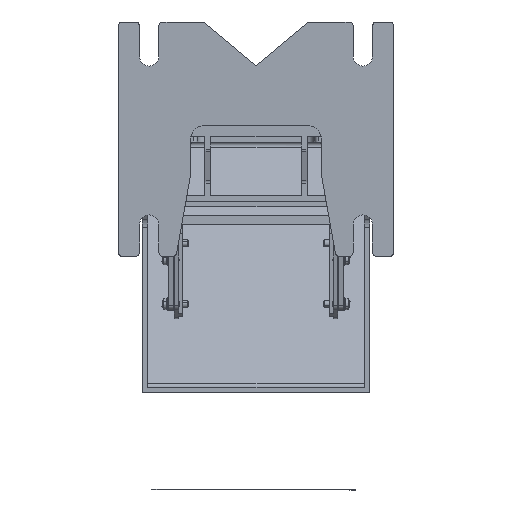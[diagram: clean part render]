
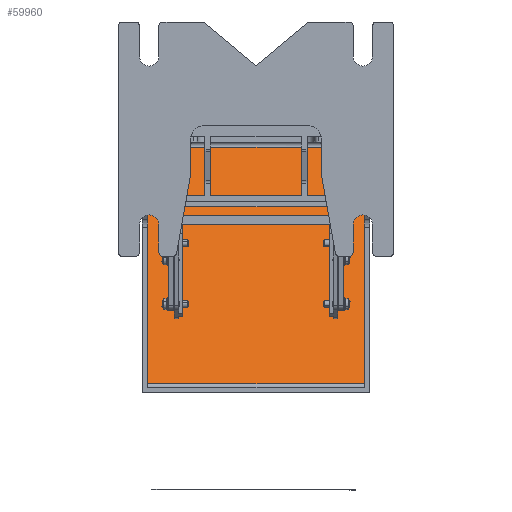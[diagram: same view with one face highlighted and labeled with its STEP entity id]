
A CAD part, front view. The second image highlights one B-rep face of the part: STEP entity #59960.
In plain terms, the highlighted planar face has unit normal (0, -0.901, 0.434).
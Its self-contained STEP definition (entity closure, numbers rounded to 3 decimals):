
#57790=CARTESIAN_POINT('',(-78.5,193.845,-7.721));
#57800=VERTEX_POINT('',#57790);
#57830=CARTESIAN_POINT('',(-78.5,197.561,0.));
#57840=DIRECTION('',(0.,0.434,
0.901));
#57850=VECTOR('',#57840,1.);
#57860=LINE('',#57830,#57850);
#57870=CARTESIAN_POINT('',(-78.5,111.292,-179.254));
#57880=VERTEX_POINT('',#57870);
#57890=EDGE_CURVE('',#57880,#57800,#57860,.T.);
#59530=CARTESIAN_POINT('',(78.5,111.292,-179.254));
#59540=VERTEX_POINT('',#59530);
#59570=CARTESIAN_POINT('',(78.5,197.561,0.));
#59580=DIRECTION('',(0.,0.434,
0.901));
#59590=VECTOR('',#59580,1.);
#59600=LINE('',#59570,#59590);
#59610=CARTESIAN_POINT('',(78.5,193.845,-7.721));
#59620=VERTEX_POINT('',#59610);
#59630=EDGE_CURVE('',#59540,#59620,#59600,.T.);
#59750=CARTESIAN_POINT('',(82.5,108.88,-184.265));
#59760=DIRECTION('',(0.,-0.901,
0.434));
#59770=DIRECTION('',(0.,-0.434,
-0.901));
#59780=AXIS2_PLACEMENT_3D('',#59750,#59760,#59770);
#59790=PLANE('',#59780);
#59800=CARTESIAN_POINT('',(-78.493,111.292,
-179.254));
#59810=DIRECTION('',(1.,0.,0.));
#59820=VECTOR('',#59810,1000.);
#59830=LINE('',#59800,#59820);
#59840=EDGE_CURVE('',#57880,#59540,#59830,.T.);
#59850=ORIENTED_EDGE('',*,*,#59840,.T.);
#59860=ORIENTED_EDGE('',*,*,#57890,.F.);
#59870=CARTESIAN_POINT('',(-78.493,193.845,
-7.721));
#59880=DIRECTION('',(1.,0.,0.));
#59890=VECTOR('',#59880,1000.);
#59900=LINE('',#59870,#59890);
#59910=EDGE_CURVE('',#57800,#59620,#59900,.T.);
#59920=ORIENTED_EDGE('',*,*,#59910,.F.);
#59930=ORIENTED_EDGE('',*,*,#59630,.T.);
#59940=EDGE_LOOP('',(#59930,#59920,#59860,#59850));
#59950=FACE_OUTER_BOUND('',#59940,.T.);
#59960=ADVANCED_FACE('',(#59950),#59790,.T.);
